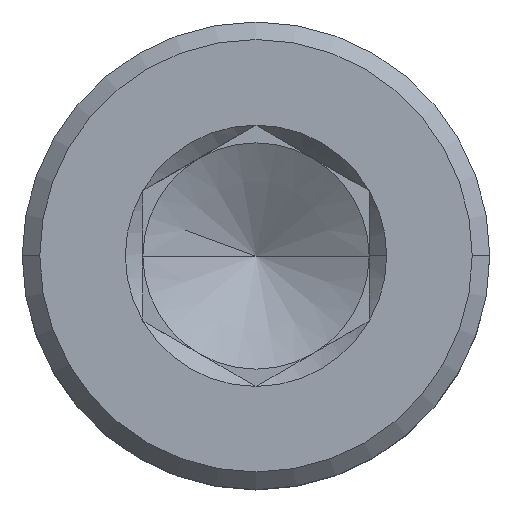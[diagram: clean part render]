
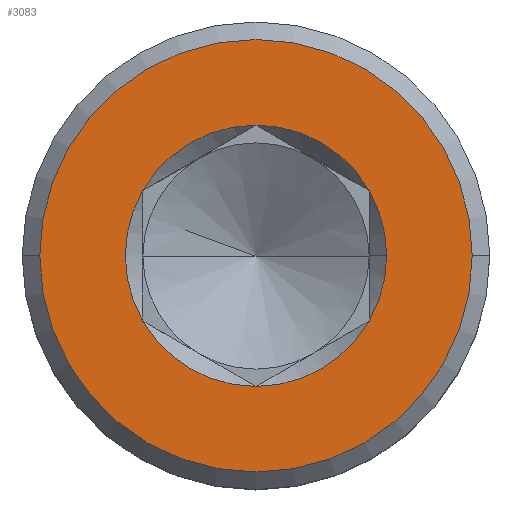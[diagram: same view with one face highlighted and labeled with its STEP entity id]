
A CAD part, top view. The second image highlights one B-rep face of the part: STEP entity #3083.
In plain terms, the highlighted planar face has unit normal (0, 0, 1).
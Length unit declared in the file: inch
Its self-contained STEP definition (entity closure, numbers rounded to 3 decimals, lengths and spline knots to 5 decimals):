
#82 = CARTESIAN_POINT ( 'NONE',  ( 0., 0., 0.2565 ) ) ;
#125 = DIRECTION ( 'NONE',  ( 1., 0., 0. ) ) ;
#133 = DIRECTION ( 'NONE',  ( 0., 0., 1. ) ) ;
#152 = CARTESIAN_POINT ( 'NONE',  ( 0., 0., 0.2565 ) ) ;
#185 = AXIS2_PLACEMENT_3D ( 'NONE', #955, #3223, #1512 ) ;
#419 = CIRCLE ( 'NONE', #185, 0.10452 ) ;
#591 = DIRECTION ( 'NONE',  ( 0., 0., -1. ) ) ;
#628 = CARTESIAN_POINT ( 'NONE',  ( 0., 0., 0.2565 ) ) ;
#641 = DIRECTION ( 'NONE',  ( 0., 0., 1. ) ) ;
#659 = AXIS2_PLACEMENT_3D ( 'NONE', #152, #1822, #125 ) ;
#668 = CARTESIAN_POINT ( 'NONE',  ( 0., 0., 0.2565 ) ) ;
#701 = ORIENTED_EDGE ( 'NONE', *, *, #2996, .F. ) ;
#799 = CARTESIAN_POINT ( 'NONE',  ( -0.05469, -0.03157, 0.2565 ) ) ;
#813 = CIRCLE ( 'NONE', #659, 0.06315 ) ;
#815 = CARTESIAN_POINT ( 'NONE',  ( -0.10452, 0., 0.2565 ) ) ;
#877 = ORIENTED_EDGE ( 'NONE', *, *, #2279, .T. ) ;
#917 = DIRECTION ( 'NONE',  ( 0., 0., 1. ) ) ;
#937 = DIRECTION ( 'NONE',  ( 0., 0., 1. ) ) ;
#955 = CARTESIAN_POINT ( 'NONE',  ( 0., 0., 0.2565 ) ) ;
#974 = DIRECTION ( 'NONE',  ( 1., 0., 0. ) ) ;
#978 = EDGE_CURVE ( 'NONE', #2467, #3275, #2792, .T. ) ;
#989 = CARTESIAN_POINT ( 'NONE',  ( 0., 0., 0.2565 ) ) ;
#1058 = CARTESIAN_POINT ( 'NONE',  ( 0.06315, 0., 0.2565 ) ) ;
#1082 = VERTEX_POINT ( 'NONE', #2288 ) ;
#1172 = CARTESIAN_POINT ( 'NONE',  ( 0., 0., 0.2565 ) ) ;
#1209 = VERTEX_POINT ( 'NONE', #2376 ) ;
#1218 = CIRCLE ( 'NONE', #1851, 0.06315 ) ;
#1244 = DIRECTION ( 'NONE',  ( 1., 0., 0. ) ) ;
#1263 = CARTESIAN_POINT ( 'NONE',  ( 0., 0.06315, 0.2565 ) ) ;
#1339 = AXIS2_PLACEMENT_3D ( 'NONE', #2346, #641, #2370 ) ;
#1380 = ORIENTED_EDGE ( 'NONE', *, *, #3431, .F. ) ;
#1398 = EDGE_CURVE ( 'NONE', #1989, #2467, #2723, .T. ) ;
#1413 = DIRECTION ( 'NONE',  ( -1., 0., 0. ) ) ;
#1459 = DIRECTION ( 'NONE',  ( 1., 0., 0. ) ) ;
#1500 = VERTEX_POINT ( 'NONE', #1058 ) ;
#1512 = DIRECTION ( 'NONE',  ( 1., 0., 0. ) ) ;
#1542 = ORIENTED_EDGE ( 'NONE', *, *, #978, .F. ) ;
#1551 = AXIS2_PLACEMENT_3D ( 'NONE', #1172, #917, #2041 ) ;
#1580 = VERTEX_POINT ( 'NONE', #799 ) ;
#1708 = ORIENTED_EDGE ( 'NONE', *, *, #2516, .F. ) ;
#1732 = AXIS2_PLACEMENT_3D ( 'NONE', #989, #133, #974 ) ;
#1750 = CARTESIAN_POINT ( 'NONE',  ( 0., 0.05469, 0.2565 ) ) ;
#1758 = VERTEX_POINT ( 'NONE', #815 ) ;
#1810 = ORIENTED_EDGE ( 'NONE', *, *, #3178, .T. ) ;
#1822 = DIRECTION ( 'NONE',  ( 0., 0., 1. ) ) ;
#1851 = AXIS2_PLACEMENT_3D ( 'NONE', #82, #937, #3494 ) ;
#1880 = DIRECTION ( 'NONE',  ( 1., 0., 0. ) ) ;
#1989 = VERTEX_POINT ( 'NONE', #2671 ) ;
#2041 = DIRECTION ( 'NONE',  ( 1., 0., 0. ) ) ;
#2076 = DIRECTION ( 'NONE',  ( 0., 0., 1. ) ) ;
#2116 = AXIS2_PLACEMENT_3D ( 'NONE', #1750, #591, #1413 ) ;
#2232 = AXIS2_PLACEMENT_3D ( 'NONE', #2685, #3555, #1880 ) ;
#2279 = EDGE_CURVE ( 'NONE', #1209, #1758, #419, .T. ) ;
#2288 = CARTESIAN_POINT ( 'NONE',  ( 0., -0.06315, 0.2565 ) ) ;
#2291 = VERTEX_POINT ( 'NONE', #2631 ) ;
#2329 = CIRCLE ( 'NONE', #3133, 0.06315 ) ;
#2346 = CARTESIAN_POINT ( 'NONE',  ( 0., 0., 0.2565 ) ) ;
#2370 = DIRECTION ( 'NONE',  ( 1., 0., 0. ) ) ;
#2376 = CARTESIAN_POINT ( 'NONE',  ( 0.10452, 0., 0.2565 ) ) ;
#2467 = VERTEX_POINT ( 'NONE', #1263 ) ;
#2516 = EDGE_CURVE ( 'NONE', #2291, #1500, #2329, .T. ) ;
#2624 = CARTESIAN_POINT ( 'NONE',  ( -0.05469, 0.03157, 0.2565 ) ) ;
#2631 = CARTESIAN_POINT ( 'NONE',  ( 0.05469, -0.03157, 0.2565 ) ) ;
#2650 = ORIENTED_EDGE ( 'NONE', *, *, #3260, .F. ) ;
#2671 = CARTESIAN_POINT ( 'NONE',  ( 0.05469, 0.03157, 0.2565 ) ) ;
#2685 = CARTESIAN_POINT ( 'NONE',  ( 0., 0., 0.2565 ) ) ;
#2723 = CIRCLE ( 'NONE', #2232, 0.06315 ) ;
#2731 = ORIENTED_EDGE ( 'NONE', *, *, #3121, .F. ) ;
#2792 = CIRCLE ( 'NONE', #1551, 0.06315 ) ;
#2808 = CIRCLE ( 'NONE', #3627, 0.06315 ) ;
#2855 = PLANE ( 'NONE',  #2116 ) ;
#2882 = ORIENTED_EDGE ( 'NONE', *, *, #1398, .F. ) ;
#2959 = FACE_OUTER_BOUND ( 'NONE', #3544, .T. ) ;
#2996 = EDGE_CURVE ( 'NONE', #3275, #1580, #813, .T. ) ;
#3083 = ADVANCED_FACE ( 'NONE', ( #3569, #2959 ), #2855, .F. ) ;
#3121 = EDGE_CURVE ( 'NONE', #1500, #1989, #2808, .T. ) ;
#3133 = AXIS2_PLACEMENT_3D ( 'NONE', #628, #3461, #1459 ) ;
#3178 = EDGE_CURVE ( 'NONE', #1758, #1209, #3393, .T. ) ;
#3223 = DIRECTION ( 'NONE',  ( 0., 0., 1. ) ) ;
#3231 = EDGE_LOOP ( 'NONE', ( #701, #1542, #2882, #2731, #1708, #1380, #2650 ) ) ;
#3260 = EDGE_CURVE ( 'NONE', #1580, #1082, #1218, .T. ) ;
#3262 = CIRCLE ( 'NONE', #1732, 0.06315 ) ;
#3275 = VERTEX_POINT ( 'NONE', #2624 ) ;
#3393 = CIRCLE ( 'NONE', #1339, 0.10452 ) ;
#3431 = EDGE_CURVE ( 'NONE', #1082, #2291, #3262, .T. ) ;
#3461 = DIRECTION ( 'NONE',  ( 0., 0., 1. ) ) ;
#3494 = DIRECTION ( 'NONE',  ( 1., 0., 0. ) ) ;
#3544 = EDGE_LOOP ( 'NONE', ( #1810, #877 ) ) ;
#3555 = DIRECTION ( 'NONE',  ( 0., 0., 1. ) ) ;
#3569 = FACE_BOUND ( 'NONE', #3231, .T. ) ;
#3627 = AXIS2_PLACEMENT_3D ( 'NONE', #668, #2076, #1244 ) ;
